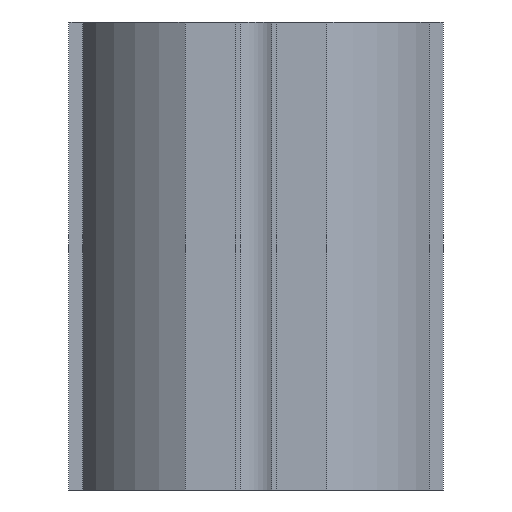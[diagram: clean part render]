
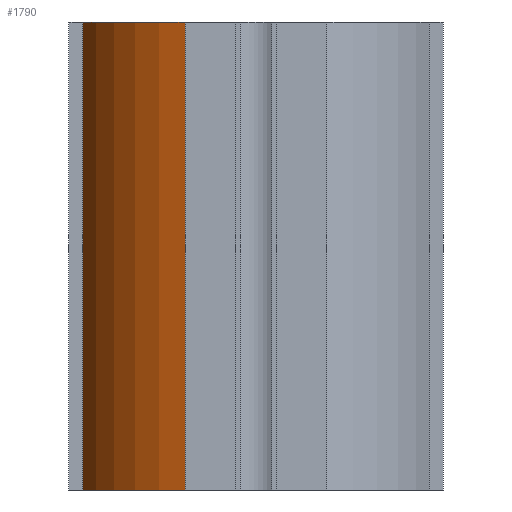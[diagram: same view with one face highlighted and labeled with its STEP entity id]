
A CAD part, front view. The second image highlights one B-rep face of the part: STEP entity #1790.
In plain terms, the highlighted cylindrical face has radius 20 mm (diameter 40 mm), a partial arc.
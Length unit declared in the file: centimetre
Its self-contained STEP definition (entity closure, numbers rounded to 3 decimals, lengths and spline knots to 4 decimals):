
#104=CIRCLE('',#1881,2.);
#105=CIRCLE('',#1882,2.);
#128=CYLINDRICAL_SURFACE('',#1880,2.);
#144=VERTEX_POINT('',#2393);
#145=VERTEX_POINT('',#2395);
#146=VERTEX_POINT('',#2399);
#147=VERTEX_POINT('',#2401);
#321=VECTOR('',#1999,1.);
#323=VECTOR('',#2005,1.);
#561=LINE('',#2394,#321);
#563=LINE('',#2400,#323);
#801=EDGE_CURVE('',#145,#144,#561,.T.);
#803=EDGE_CURVE('',#144,#146,#104,.T.);
#804=EDGE_CURVE('',#147,#146,#563,.T.);
#805=EDGE_CURVE('',#147,#145,#105,.T.);
#1068=ORIENTED_EDGE('',*,*,#803,.T.);
#1069=ORIENTED_EDGE('',*,*,#804,.F.);
#1070=ORIENTED_EDGE('',*,*,#805,.T.);
#1071=ORIENTED_EDGE('',*,*,#801,.T.);
#1590=EDGE_LOOP('',(#1068,#1069,#1070,#1071));
#1690=FACE_BOUND('',#1590,.T.);
#1790=ADVANCED_FACE('',(#1690),#128,.T.);
#1880=AXIS2_PLACEMENT_3D('',#2397,#2001,#2002);
#1881=AXIS2_PLACEMENT_3D('',#2398,#2003,#2004);
#1882=AXIS2_PLACEMENT_3D('',#2402,#2006,#2007);
#1999=DIRECTION('',(0.,0.,1.));
#2001=DIRECTION('',(0.,0.,1.));
#2002=DIRECTION('',(-2.,0.,0.));
#2003=DIRECTION('',(0.,0.,-1.));
#2004=DIRECTION('',(-2.,0.,0.));
#2005=DIRECTION('',(0.,0.,1.));
#2006=DIRECTION('',(0.,0.,1.));
#2007=DIRECTION('',(-2.,0.,0.));
#2393=CARTESIAN_POINT('',(-0.7571,-1.8511,5.));
#2394=CARTESIAN_POINT('',(-0.7571,-1.8511,0.));
#2395=CARTESIAN_POINT('',(-0.7571,-1.8511,0.));
#2397=CARTESIAN_POINT('',(0.,0.,0.));
#2398=CARTESIAN_POINT('',(0.,0.,5.));
#2399=CARTESIAN_POINT('',(-1.8511,-0.7571,5.));
#2400=CARTESIAN_POINT('',(-1.8511,-0.7571,0.));
#2401=CARTESIAN_POINT('',(-1.8511,-0.7571,0.));
#2402=CARTESIAN_POINT('',(0.,0.,0.));
